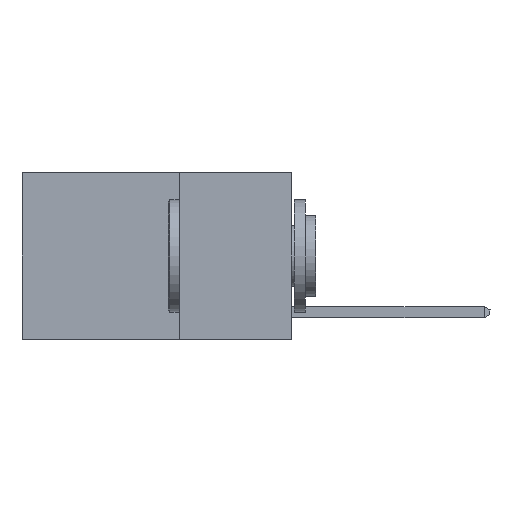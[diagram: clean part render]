
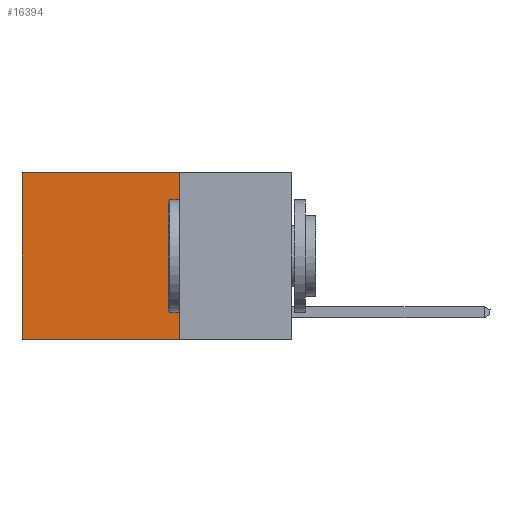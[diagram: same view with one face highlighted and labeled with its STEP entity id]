
A CAD part, left-side view. The second image highlights one B-rep face of the part: STEP entity #16394.
In plain terms, the highlighted planar face has unit normal (-1, 0, 0).
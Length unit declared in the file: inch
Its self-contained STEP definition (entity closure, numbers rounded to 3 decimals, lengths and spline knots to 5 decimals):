
#147 = LINE ( 'NONE', #22382, #184 ) ;
#184 = VECTOR ( 'NONE', #1454, 39.37008 ) ;
#1254 = VECTOR ( 'NONE', #9183, 39.37008 ) ;
#1454 = DIRECTION ( 'NONE',  ( 0., 0., -1. ) ) ;
#3687 = ORIENTED_EDGE ( 'NONE', *, *, #30006, .T. ) ;
#4163 = VERTEX_POINT ( 'NONE', #22673 ) ;
#4518 = DIRECTION ( 'NONE',  ( 0., 1., 0. ) ) ;
#4734 = VERTEX_POINT ( 'NONE', #17196 ) ;
#4800 = PLANE ( 'NONE',  #23166 ) ;
#4891 = EDGE_CURVE ( 'NONE', #4734, #13871, #28029, .T. ) ;
#5270 = VECTOR ( 'NONE', #20191, 39.37008 ) ;
#5445 = ORIENTED_EDGE ( 'NONE', *, *, #4891, .T. ) ;
#5767 = CARTESIAN_POINT ( 'NONE',  ( 0.2625, 0.6, -0.37 ) ) ;
#6882 = ORIENTED_EDGE ( 'NONE', *, *, #22858, .F. ) ;
#7138 = EDGE_LOOP ( 'NONE', ( #3687, #25266, #6882, #5445 ) ) ;
#9183 = DIRECTION ( 'NONE',  ( 0., 1., 0. ) ) ;
#12891 = LINE ( 'NONE', #26954, #5270 ) ;
#13739 = CARTESIAN_POINT ( 'NONE',  ( 0.2625, 0.25, 0. ) ) ;
#13871 = VERTEX_POINT ( 'NONE', #23929 ) ;
#13925 = DIRECTION ( 'NONE',  ( 0., 0., -1. ) ) ;
#15442 = EDGE_CURVE ( 'NONE', #4163, #25010, #26748, .T. ) ;
#15990 = VECTOR ( 'NONE', #4518, 39.37008 ) ;
#16394 = ADVANCED_FACE ( 'NONE', ( #27933 ), #4800, .F. ) ;
#17196 = CARTESIAN_POINT ( 'NONE',  ( 0.2625, 0.25, 0. ) ) ;
#18033 = CARTESIAN_POINT ( 'NONE',  ( 0.2625, 0.25, -0.37 ) ) ;
#20191 = DIRECTION ( 'NONE',  ( 0., 0., -1. ) ) ;
#22382 = CARTESIAN_POINT ( 'NONE',  ( 0.2625, 0.6, 0. ) ) ;
#22673 = CARTESIAN_POINT ( 'NONE',  ( 0.2625, 0.25, -0.37 ) ) ;
#22858 = EDGE_CURVE ( 'NONE', #4734, #4163, #12891, .T. ) ;
#23166 = AXIS2_PLACEMENT_3D ( 'NONE', #27801, #25355, #13925 ) ;
#23929 = CARTESIAN_POINT ( 'NONE',  ( 0.2625, 0.6, 0. ) ) ;
#25010 = VERTEX_POINT ( 'NONE', #5767 ) ;
#25266 = ORIENTED_EDGE ( 'NONE', *, *, #15442, .F. ) ;
#25355 = DIRECTION ( 'NONE',  ( 1., 0., 0. ) ) ;
#26748 = LINE ( 'NONE', #18033, #1254 ) ;
#26954 = CARTESIAN_POINT ( 'NONE',  ( 0.2625, 0.25, 0. ) ) ;
#27801 = CARTESIAN_POINT ( 'NONE',  ( 0.2625, 0.25, 0. ) ) ;
#27933 = FACE_OUTER_BOUND ( 'NONE', #7138, .T. ) ;
#28029 = LINE ( 'NONE', #13739, #15990 ) ;
#30006 = EDGE_CURVE ( 'NONE', #13871, #25010, #147, .T. ) ;
